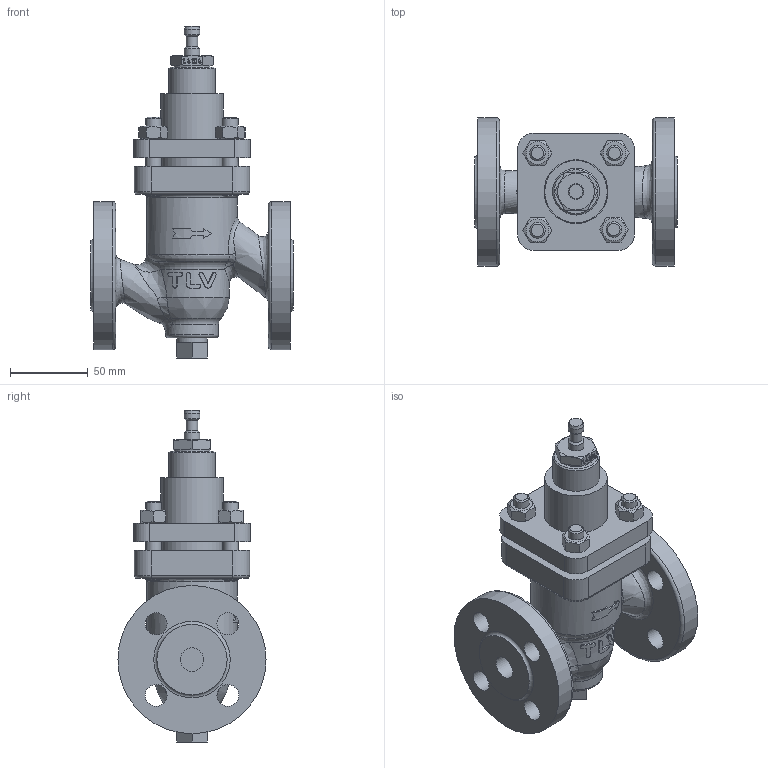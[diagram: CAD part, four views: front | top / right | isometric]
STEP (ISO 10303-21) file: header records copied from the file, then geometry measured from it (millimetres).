
FILE_DESCRIPTION(/* description */ (''),/* implementation_level */ '2;1');
FILE_NAME(/* name */ 'rct16-015-e0025-01.stp',/* time_stamp */ '2019-06-20T10:14:42+09:00',/* author */ ('asada'),/* organization */ (''),/* preprocessor_version */ 'ST-DEVELOPER v15.6',/* originating_system */ 'Autodesk Inventor 2015',/* authorisation */ '');
FILE_SCHEMA (('AUTOMOTIVE_DESIGN { 1 0 10303 214 3 1 1 }'));
Length unit declared in the file: centimetre
Products named in the file (1): rct16-015-e0025-01
Bounding box: 130 x 95 x 212.87 mm (x, y, z)
Volume: 644817.5 mm3; surface area: 100294.1 mm2
Topology: 1 solids, 2 shells, 321 faces, 812 edges, 531 vertices
Faces by surface type: plane 134, bspline 95, cylinder 55, cone 23, torus 14
Full cylindrical faces by diameter (mm): 7.5 x1, 10 x13, 11 x3, 14 x8, 15 x2, 19.799 x1, 23.5 x1, 29.97 x1, 34 x1, 40 x1, 41 x1, 58 x1, 95 x2
Entity records: 13314 total; most frequent: CARTESIAN_POINT 6446, ORIENTED_EDGE 1440, DIRECTION 1088, EDGE_CURVE 720, VERTEX_POINT 504, EDGE_LOOP 446, AXIS2_PLACEMENT_3D 407, FACE_OUTER_BOUND 321
